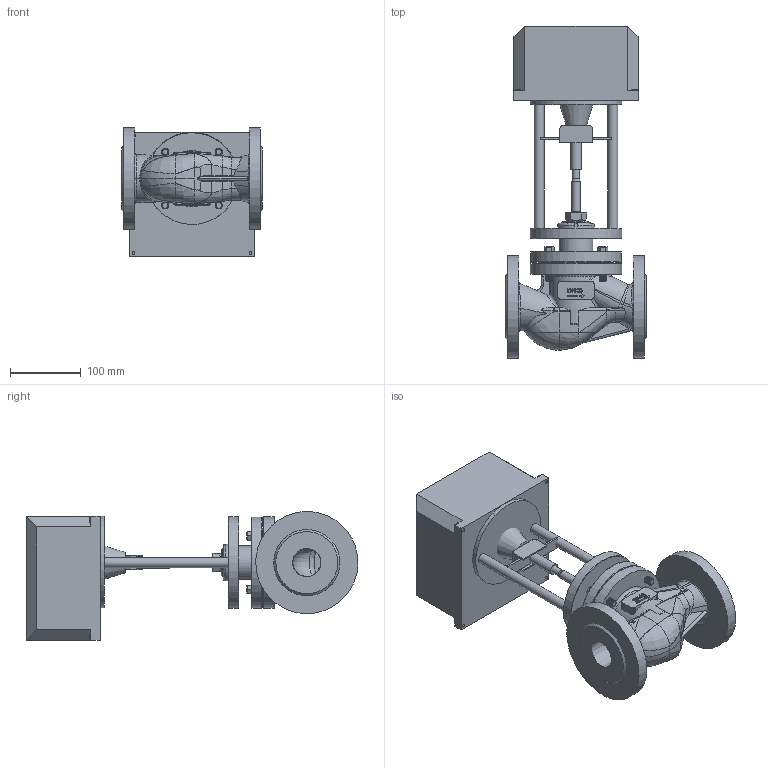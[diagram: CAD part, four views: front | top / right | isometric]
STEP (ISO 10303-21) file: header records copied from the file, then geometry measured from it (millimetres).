
FILE_DESCRIPTION(/* description */ (''),/* implementation_level */ '2;1');
FILE_NAME(/* name */ 'Р11 DN40 + ЭПА 1,8кН.stp',/* time_stamp */ '2024-03-17T10:36:51+03:00',/* author */ ('kostr'),/* organization */ (''),/* preprocessor_version */ 'ST-DEVELOPER v18.1',/* originating_system */ 'AutoCAD Mechanical',/* authorisation */ '');
FILE_SCHEMA (('AUTOMOTIVE_DESIGN { 1 0 10303 214 3 1 1 }'));
Products named in the file (2): Product; Product$1$ATF
Assembly tree (1 placements, depth 2):
  Product
    Product$1$ATF
Bounding box: 199.98 x 470.78 x 182.53 mm (x, y, z)
Volume: 4862979.6 mm3; surface area: 490830.6 mm2
Topology: 23 solids, 43 shells, 1485 faces, 4693 edges, 3316 vertices
Faces by surface type: plane 849, cylinder 369, bspline 182, cone 56, torus 29
Full cylindrical faces by diameter (mm): 5 x4, 6.466 x2, 8 x6, 9.2 x1, 9.666 x2, 10 x205, 12 x1, 12.5 x2, 13.749 x1, 14 x2, 15 x1, 15.417 x1, 18 x1, 20 x4, 21 x1, 22 x2, 24 x14, 24.7 x1, 34 x1, 36 x1, 37 x1, 40 x28, 41.5 x1, 46.298 x1, 47.998 x1, 48 x2, 51.998 x1, 54 x1, 55.999 x1, 69 x2
Entity records: 194381 total; most frequent: CARTESIAN_POINT 155637, ORIENTED_EDGE 9188, DIRECTION 6277, EDGE_CURVE 4688, VERTEX_POINT 3310, LINE 2305, VECTOR 2305, AXIS2_PLACEMENT_3D 1986
